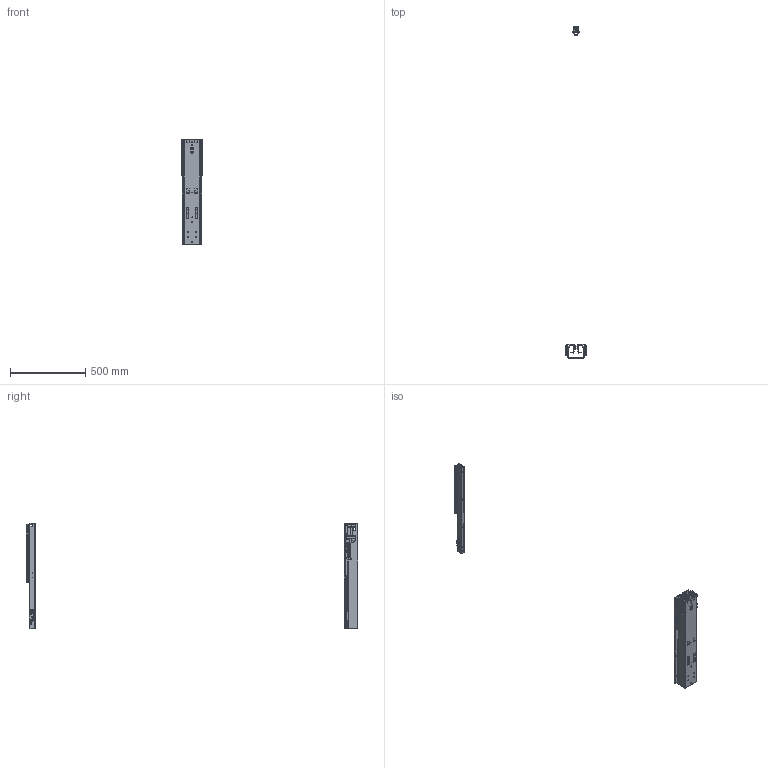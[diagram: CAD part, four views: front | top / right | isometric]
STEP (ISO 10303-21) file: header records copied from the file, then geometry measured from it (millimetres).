
FILE_DESCRIPTION (( 'STEP AP214' ), '1' );
FILE_NAME ('FR_777_A.0700mm_28inch_closed.STEP', '2022-11-16T10:03:47', ( '' ), ( '' ), 'SwSTEP 2.0', 'SolidWorks 2020', '' );
FILE_SCHEMA (( 'AUTOMOTIVE_DESIGN' ));
Length unit declared in the file: millimetre
Products named in the file (29): SE-013_014_links; 777A.XXX-07.0000_NL  700 eingefahren Stellung 1; 777.XXX-R3.0000_NL  700; 777.XXX-03.S084_NL  700; 01-anschlag.L406_eingefedert; SE-089_rechts; 777.XXX-04.S083_ 700mm; SE-089_links; FR_777_A.0700mm_28inch_closed; E31-030_030vernietet; 777.XXX-01.S228_NL  700; 719.XXX-01.L406_NL  400 ohne Zentrierlappen; SM-041_eingefahren 2mm vor Endstellung; N61-187_M 8 x  6,5 - (din913); 777.XXX-R4.0000_NL =  700; AT-048; SE-013_014_rechts; 719.XXX-GA.L406_NL  400 eingefahren; 875.02-125_126_links; AV-005.li; 777A.XXX-07.S240_NL  700; 777.XXX-03.S084.re_NL  700; 777.XXX-04.S083.re_NL= 700mm; 875.02-125_126_rechts; SM-041.re_eingefahren 2mm vor Endstellung; 719.XXX-02.L406_NL  400; AV-005.re; 875.01-125_zunge (ind. "b"); 777A.XXX-01.0000_NL  700 eingefahren
Assembly tree (31 placements, depth 4):
  FR_777_A.0700mm_28inch_closed
    777A.XXX-01.0000_NL  700 eingefahren
      777.XXX-01.S228_NL  700
      SM-041_eingefahren 2mm vor Endstellung
        SE-089_links
      SM-041.re_eingefahren 2mm vor Endstellung
        SE-089_rechts
    777.XXX-R3.0000_NL  700
      777.XXX-03.S084_NL  700
      777.XXX-03.S084.re_NL  700
    777.XXX-R4.0000_NL =  700
      777.XXX-04.S083_ 700mm
      E31-030_030vernietet  x2
      777.XXX-04.S083.re_NL= 700mm
    875.02-125_126_rechts
      875.01-125_zunge (ind. "b")
      N61-187_M 8 x  6,5 - (din913)
      SE-013_014_rechts
    875.02-125_126_links
      875.01-125_zunge (ind. "b")
      N61-187_M 8 x  6,5 - (din913)
      SE-013_014_links
    719.XXX-GA.L406_NL  400 eingefahren
      719.XXX-01.L406_NL  400 ohne Zentrierlappen
      01-anschlag.L406_eingefedert
      719.XXX-02.L406_NL  400
      AT-048
    777A.XXX-07.0000_NL  700 eingefahren Stellung 1
      777A.XXX-07.S240_NL  700
      AV-005.re
      AV-005.li
Bounding box: 145.1 x 2200.6 x 698.09 mm (x, y, z)
Volume: 1478160.5 mm3; surface area: 1233872.6 mm2
Topology: 22 solids, 22 shells, 7396 faces, 19396 edges, 11913 vertices
Faces by surface type: plane 2853, cylinder 2688, bspline 1189, sphere 248, torus 220, cone 198
Entity records: 263792 total; most frequent: CARTESIAN_POINT 97738, ORIENTED_EDGE 37502, DIRECTION 30875, EDGE_CURVE 18751, VERTEX_POINT 11659, VECTOR 10447, LINE 10447, AXIS2_PLACEMENT_3D 10214
